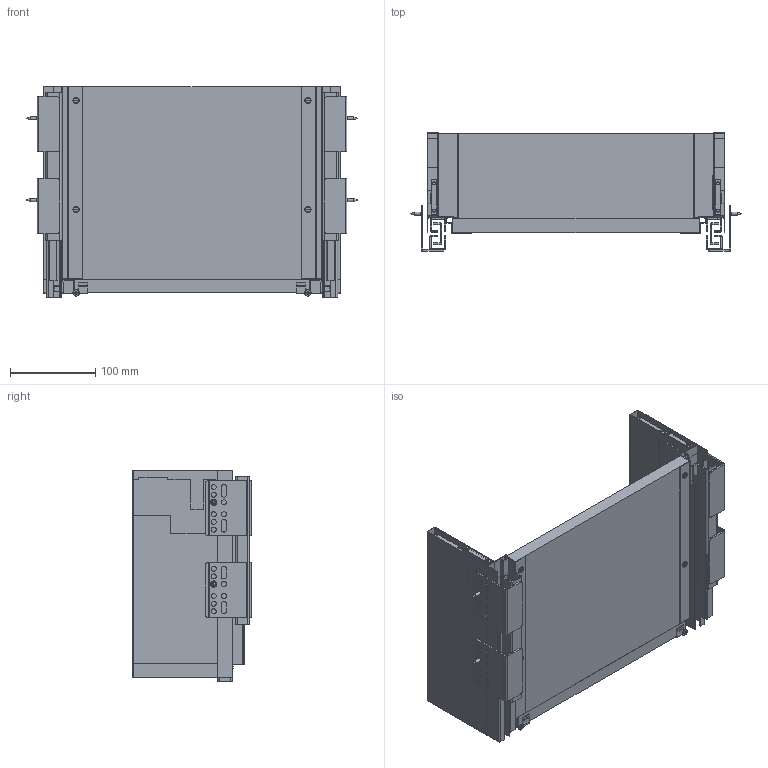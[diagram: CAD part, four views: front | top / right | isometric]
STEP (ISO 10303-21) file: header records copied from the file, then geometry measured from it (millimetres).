
FILE_DESCRIPTION(/* description */ (''),/* implementation_level */ '2;1');
FILE_NAME(/* name */ 'PB-AXISPRO-KPL250B.stp',/* time_stamp */ '2025-05-02T13:30:34+02:00',/* author */ ('tomaszw'),/* organization */ (''),/* preprocessor_version */ 'ST-DEVELOPER v20',/* originating_system */ 'Autodesk Inventor 2025',/* authorisation */ '');
FILE_SCHEMA (('AUTOMOTIVE_DESIGN { 1 0 10303 214 3 1 1 }'));
Length unit declared in the file: millimetre
Products named in the file (1): PB-AXISPRO-KPL250B
Bounding box: 388.6 x 139 x 247 mm (x, y, z)
Volume: 1928869.7 mm3; surface area: 755060.8 mm2
Topology: 37 solids, 39 shells, 1406 faces, 3698 edges, 2428 vertices
Faces by surface type: plane 1026, cylinder 246, cone 88, bspline 44, sphere 2
Full cylindrical faces by diameter (mm): 2 x2, 3.5 x20, 6 x38, 7.5 x18, 7.8 x2, 8.5 x2, 10 x6
Entity records: 43714 total; most frequent: CARTESIAN_POINT 8419, ORIENTED_EDGE 7396, DIRECTION 6918, EDGE_CURVE 3698, LINE 2960, VECTOR 2960, VERTEX_POINT 2428, AXIS2_PLACEMENT_3D 1979
